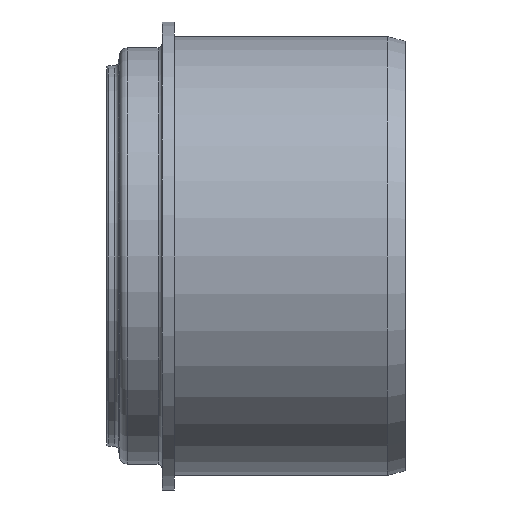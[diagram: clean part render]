
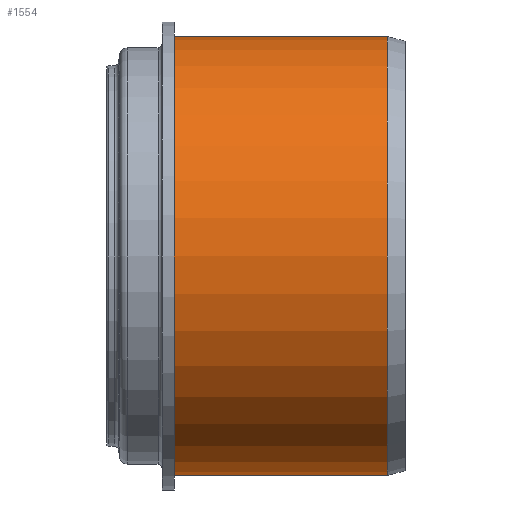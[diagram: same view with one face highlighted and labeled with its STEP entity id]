
A CAD part, left-side view. The second image highlights one B-rep face of the part: STEP entity #1554.
In plain terms, the highlighted cylindrical face has radius 55.1 mm (diameter 110.2 mm), a full revolution.
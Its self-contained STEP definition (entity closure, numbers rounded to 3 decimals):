
#272=CYLINDRICAL_SURFACE('',#1709,55.1);
#341=FACE_BOUND('',#542,.T.);
#437=FACE_OUTER_BOUND('',#541,.T.);
#541=EDGE_LOOP('',(#1410));
#542=EDGE_LOOP('',(#1411));
#641=CIRCLE('',#1708,55.1);
#642=CIRCLE('',#1710,55.1);
#793=VERTEX_POINT('',#3393);
#794=VERTEX_POINT('',#3396);
#1009=EDGE_CURVE('',#793,#793,#641,.T.);
#1010=EDGE_CURVE('',#794,#794,#642,.T.);
#1410=ORIENTED_EDGE('',*,*,#1009,.T.);
#1411=ORIENTED_EDGE('',*,*,#1010,.F.);
#1554=ADVANCED_FACE('',(#437,#341),#272,.T.);
#1708=AXIS2_PLACEMENT_3D('',#3394,#2108,#2109);
#1709=AXIS2_PLACEMENT_3D('',#3395,#2110,#2111);
#1710=AXIS2_PLACEMENT_3D('',#3397,#2112,#2113);
#2108=DIRECTION('center_axis',(0.,-1.,0.));
#2109=DIRECTION('ref_axis',(1.,0.,0.));
#2110=DIRECTION('center_axis',(0.,-1.,0.));
#2111=DIRECTION('ref_axis',(1.,0.,0.));
#2112=DIRECTION('center_axis',(0.,-1.,0.));
#2113=DIRECTION('ref_axis',(1.,0.,0.));
#3393=CARTESIAN_POINT('',(55.1,38.7,0.));
#3394=CARTESIAN_POINT('Origin',(0.,38.7,0.));
#3395=CARTESIAN_POINT('Origin',(0.,11.95,0.));
#3396=CARTESIAN_POINT('',(55.1,-14.8,0.));
#3397=CARTESIAN_POINT('Origin',(0.,-14.8,0.));
